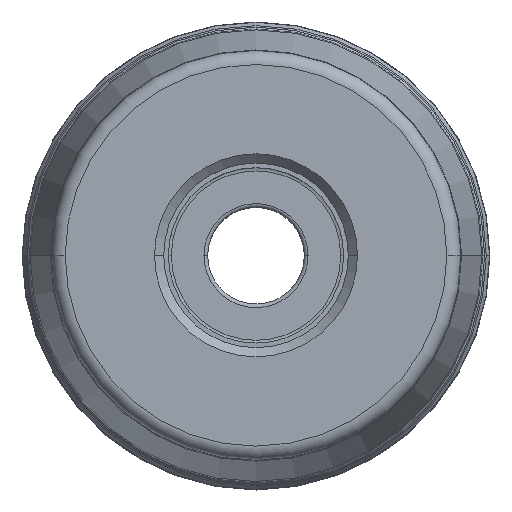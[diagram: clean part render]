
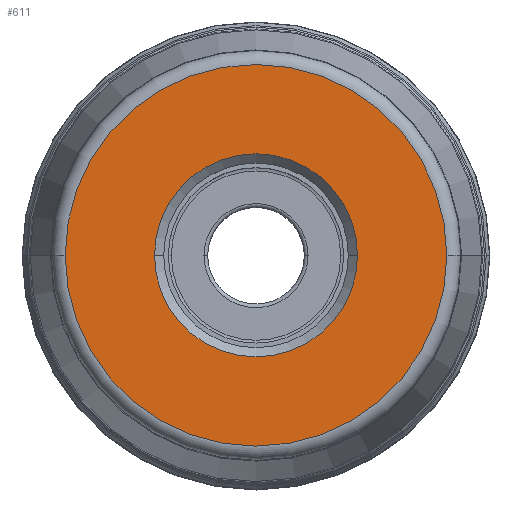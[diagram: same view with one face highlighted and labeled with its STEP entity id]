
A CAD part, top view. The second image highlights one B-rep face of the part: STEP entity #611.
In plain terms, the highlighted planar face has unit normal (0, 0, 1).
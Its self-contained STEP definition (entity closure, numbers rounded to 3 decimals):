
#611=ADVANCED_FACE('',(#657,#658),#647,.F.);
#647=PLANE('',#3590);
#657=FACE_BOUND('',#818,.T.);
#658=FACE_BOUND('',#819,.T.);
#818=EDGE_LOOP('',(#1509,#1510,#1511,#1512));
#819=EDGE_LOOP('',(#1513,#1514,#1515,#1516));
#1509=ORIENTED_EDGE('',*,*,#2259,.F.);
#1510=ORIENTED_EDGE('',*,*,#2257,.F.);
#1511=ORIENTED_EDGE('',*,*,#2256,.T.);
#1512=ORIENTED_EDGE('',*,*,#2260,.T.);
#1513=ORIENTED_EDGE('',*,*,#2261,.T.);
#1514=ORIENTED_EDGE('',*,*,#2262,.T.);
#1515=ORIENTED_EDGE('',*,*,#2263,.T.);
#1516=ORIENTED_EDGE('',*,*,#2264,.T.);
#1867=VERTEX_POINT('',#6745);
#1868=VERTEX_POINT('',#6747);
#1869=VERTEX_POINT('',#6749);
#1870=VERTEX_POINT('',#6753);
#1871=VERTEX_POINT('',#6757);
#1872=VERTEX_POINT('',#6758);
#1873=VERTEX_POINT('',#6760);
#1874=VERTEX_POINT('',#6762);
#2256=EDGE_CURVE('',#1868,#1867,#2749,.T.);
#2257=EDGE_CURVE('',#1868,#1869,#2750,.T.);
#2259=EDGE_CURVE('',#1869,#1870,#2752,.T.);
#2260=EDGE_CURVE('',#1867,#1870,#2753,.T.);
#2261=EDGE_CURVE('',#1871,#1872,#2754,.T.);
#2262=EDGE_CURVE('',#1872,#1873,#2755,.T.);
#2263=EDGE_CURVE('',#1873,#1874,#2756,.T.);
#2264=EDGE_CURVE('',#1874,#1871,#2757,.T.);
#2749=CIRCLE('',#3579,20.725);
#2750=CIRCLE('',#3580,20.725);
#2752=CIRCLE('',#3583,20.725);
#2753=CIRCLE('',#3584,20.725);
#2754=CIRCLE('',#3586,11.025);
#2755=CIRCLE('',#3587,11.025);
#2756=CIRCLE('',#3588,11.025);
#2757=CIRCLE('',#3589,11.025);
#3579=AXIS2_PLACEMENT_3D('',#6746,#4413,#4414);
#3580=AXIS2_PLACEMENT_3D('',#6748,#4415,#4416);
#3583=AXIS2_PLACEMENT_3D('',#6752,#4421,#4422);
#3584=AXIS2_PLACEMENT_3D('',#6754,#4423,#4424);
#3586=AXIS2_PLACEMENT_3D('',#6756,#4427,#4428);
#3587=AXIS2_PLACEMENT_3D('',#6759,#4429,#4430);
#3588=AXIS2_PLACEMENT_3D('',#6761,#4431,#4432);
#3589=AXIS2_PLACEMENT_3D('',#6763,#4433,#4434);
#3590=AXIS2_PLACEMENT_3D('',#6764,#4435,#4436);
#4413=DIRECTION('',(0.,0.,1.));
#4414=DIRECTION('',(1.,0.,0.));
#4415=DIRECTION('',(0.,0.,-1.));
#4416=DIRECTION('',(-1.,0.,0.));
#4421=DIRECTION('',(0.,0.,-1.));
#4422=DIRECTION('',(-1.,0.,0.));
#4423=DIRECTION('',(0.,0.,1.));
#4424=DIRECTION('',(1.,0.,0.));
#4427=DIRECTION('',(0.,0.,-1.));
#4428=DIRECTION('',(0.,-1.,0.));
#4429=DIRECTION('',(0.,0.,-1.));
#4430=DIRECTION('',(-1.,0.,0.));
#4431=DIRECTION('',(0.,0.,-1.));
#4432=DIRECTION('',(0.,1.,0.));
#4433=DIRECTION('',(0.,0.,-1.));
#4434=DIRECTION('',(1.,0.,0.));
#4435=DIRECTION('',(0.,0.,-1.));
#4436=DIRECTION('',(1.,0.,0.));
#6745=CARTESIAN_POINT('',(20.725,0.,0.));
#6746=CARTESIAN_POINT('',(0.,0.,0.));
#6747=CARTESIAN_POINT('',(20.725,-0.02,0.));
#6748=CARTESIAN_POINT('',(0.,0.,0.));
#6749=CARTESIAN_POINT('',(-20.725,0.,0.));
#6752=CARTESIAN_POINT('',(0.,0.,0.));
#6753=CARTESIAN_POINT('',(-20.725,0.02,0.));
#6754=CARTESIAN_POINT('',(0.,0.,0.));
#6756=CARTESIAN_POINT('',(0.,0.,0.));
#6757=CARTESIAN_POINT('',(0.,-11.025,0.));
#6758=CARTESIAN_POINT('',(-11.025,0.,0.));
#6759=CARTESIAN_POINT('',(0.,0.,0.));
#6760=CARTESIAN_POINT('',(0.,11.025,0.));
#6761=CARTESIAN_POINT('',(0.,0.,0.));
#6762=CARTESIAN_POINT('',(11.025,0.,0.));
#6763=CARTESIAN_POINT('',(0.,0.,0.));
#6764=CARTESIAN_POINT('',(0.,0.,0.));
